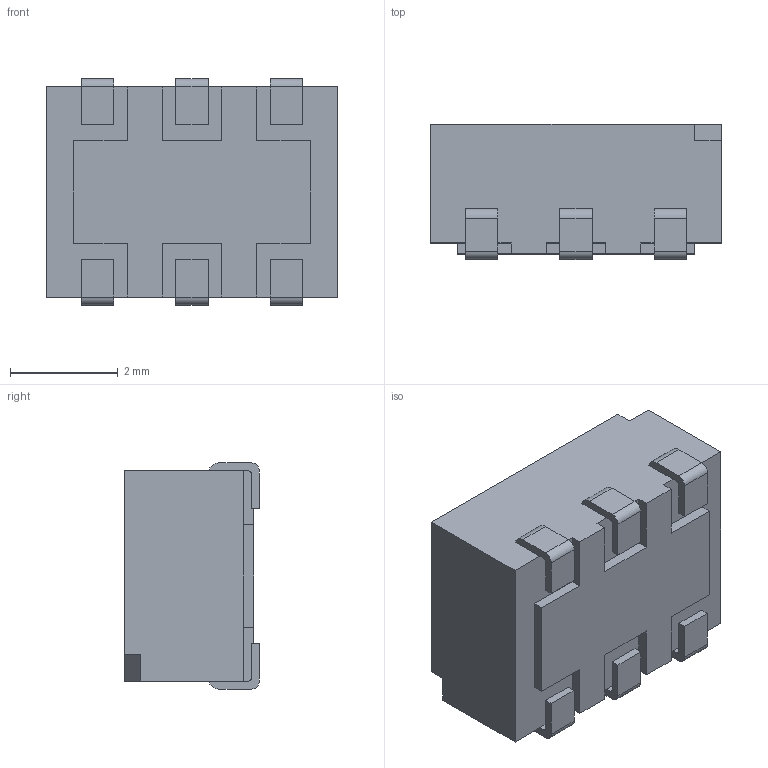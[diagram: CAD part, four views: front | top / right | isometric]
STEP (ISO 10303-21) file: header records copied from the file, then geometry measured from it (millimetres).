
FILE_DESCRIPTION(/* description */ ('STEP AP214'),/* implementation_level */ '2;1');
FILE_NAME(/* name */ 'CAS-220TA1',/* time_stamp */ '2023-06-30T14:00:42+02:00',/* author */ ('License CC BY-ND 4.0'),/* organization */ ('CADENAS'),/* preprocessor_version */ 'ST-DEVELOPER v19.3',/* originating_system */ 'PARTsolutions',/* authorisation */ ' ');
FILE_SCHEMA (('AUTOMOTIVE_DESIGN {1 0 10303 214 3 1 1}'));
Length unit declared in the file: millimetre
Products named in the file (3): CAS-220TA1; 2 pole_s; CAS_c_22A
Assembly tree (2 placements, depth 2):
  CAS-220TA1
    2 pole_s
    CAS_c_22A
Bounding box: 5.4 x 2.5 x 4.2 mm (x, y, z)
Volume: 48.2 mm3; surface area: 104 mm2
Topology: 2 solids, 2 shells, 115 faces, 311 edges, 202 vertices
Faces by surface type: plane 88, cylinder 27
Full cylindrical faces by diameter (mm): 0.5 x1
Entity records: 4345 total; most frequent: CARTESIAN_POINT 630, ORIENTED_EDGE 620, DIRECTION 600, EDGE_CURVE 310, LINE 256, VECTOR 256, VERTEX_POINT 202, AXIS2_PLACEMENT_3D 172
